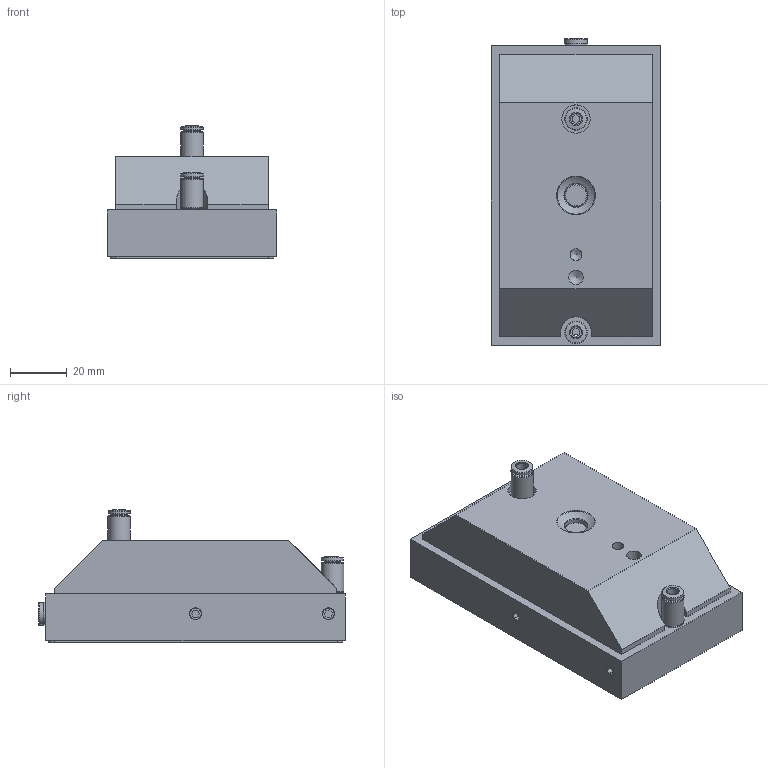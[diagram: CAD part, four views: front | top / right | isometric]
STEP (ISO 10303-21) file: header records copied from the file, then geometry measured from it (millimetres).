
FILE_DESCRIPTION(/* description */ ('Unknown'),/* implementation_level */ '2;1');
FILE_NAME(/* name */ 'RE-60x106E2_vereinfacht',/* time_stamp */ '2024-09-24T14:04:37+02:00',/* author */ ('Unknown'),/* organization */ ('Unknown'),/* preprocessor_version */ 'ST-DEVELOPER v18.104',/* originating_system */ 'Solid Edge',/* authorisation */ 'Unknown');
FILE_SCHEMA (('AUTOMOTIVE_DESIGN {1 0 10303 214 3 1 1}'));
Length unit declared in the file: millimetre
Products named in the file (7): RE-60x106E2_vereinfacht; RE-60x106S1-Gehäuse.2; 61910505_Edelstahl A2; 174308 B-M5-B; 132917 QSM-M5-4-I-R-100; RE-60x106E1-Graphitpad; DM_D8x12
Assembly tree (10 placements, depth 2):
  RE-60x106E2_vereinfacht
    RE-60x106S1-Gehäuse.2
    61910505_Edelstahl A2  x4
    174308 B-M5-B
    132917 QSM-M5-4-I-R-100  x2
    RE-60x106E1-Graphitpad
    DM_D8x12
Bounding box: 60 x 108.5 x 46.7 mm (x, y, z)
Volume: 192966.5 mm3; surface area: 42780 mm2
Topology: 10 solids, 10 shells, 220 faces, 481 edges, 306 vertices
Faces by surface type: plane 123, cylinder 58, cone 27, torus 11, sphere 1
Full cylindrical faces by diameter (mm): 1.5 x1, 4 x2, 4.2 x12, 5 x7, 5.15 x1, 5.4 x2, 7.2 x1, 7.8 x8, 8 x5, 8.15 x1, 10 x1
Entity records: 4962 total; most frequent: DIRECTION 720, CARTESIAN_POINT 704, ORIENTED_EDGE 568, EDGE_CURVE 284, AXIS2_PLACEMENT_3D 277, FACE_BOUND 236, EDGE_LOOP 234, VERTEX_POINT 212
